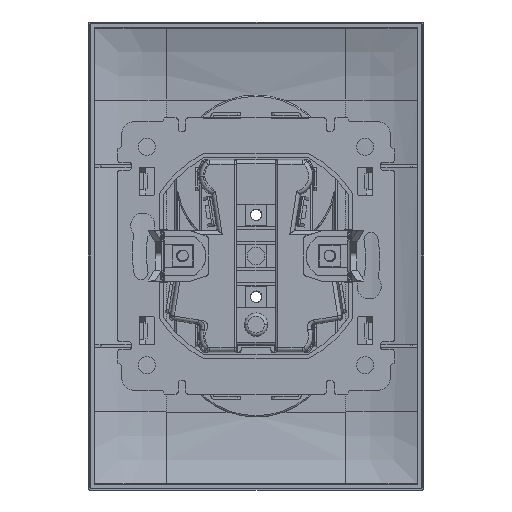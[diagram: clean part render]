
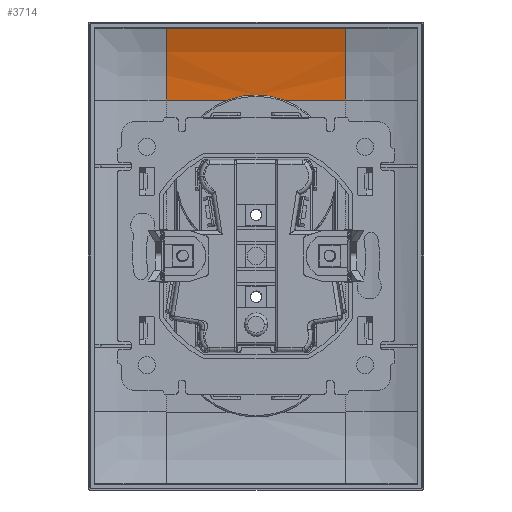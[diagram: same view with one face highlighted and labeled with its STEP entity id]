
A CAD part, front view. The second image highlights one B-rep face of the part: STEP entity #3714.
In plain terms, the highlighted cylindrical face has radius 50.5 mm (diameter 101 mm), a partial arc.
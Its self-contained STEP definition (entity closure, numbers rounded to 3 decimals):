
#3491 = CARTESIAN_POINT ( 'NONE',  ( 101.068, 7.687, 41.255 ) ) ;
#3714 = ADVANCED_FACE ( 'NONE', ( #39220 ), #55011, .F. ) ;
#5200 = CARTESIAN_POINT ( 'NONE',  ( 97.439, 7.687, 41.121 ) ) ;
#5660 = CARTESIAN_POINT ( 'NONE',  ( 104.846, 7.696, 40.742 ) ) ;
#6122 = CARTESIAN_POINT ( 'NONE',  ( 102.437, 7.691, 41.144 ) ) ;
#7075 = CARTESIAN_POINT ( 'NONE',  ( 92.333, 4.233, 58.389 ) ) ;
#7252 = ORIENTED_EDGE ( 'NONE', *, *, #53418, .T. ) ;
#7492 = CARTESIAN_POINT ( 'NONE',  ( 96.359, 7.691, 40.957 ) ) ;
#7761 = EDGE_CURVE ( 'NONE', #91530, #49449, #28058, .T. ) ;
#7993 = CARTESIAN_POINT ( 'NONE',  ( 107.667, 4.233, 58.389 ) ) ;
#8411 = CARTESIAN_POINT ( 'NONE',  ( 96.369, 7.691, 40.958 ) ) ;
#9382 = CARTESIAN_POINT ( 'NONE',  ( 123., 7.407, 46.274 ) ) ;
#10502 = CARTESIAN_POINT ( 'NONE',  ( 100.005, 7.684, 41.278 ) ) ;
#14042 = CARTESIAN_POINT ( 'NONE',  ( 96.555, 7.69, 40.991 ) ) ;
#14683 = EDGE_CURVE ( 'NONE', #46861, #61348, #85964, .T. ) ;
#15787 = CARTESIAN_POINT ( 'NONE',  ( 77., 6.515, 52.547 ) ) ;
#15903 = CARTESIAN_POINT ( 'NONE',  ( 123., 4.233, 58.389 ) ) ;
#16178 = DIRECTION ( 'NONE',  ( 1., 0., 0. ) ) ;
#19215 = CARTESIAN_POINT ( 'NONE',  ( 107.175, 7.7, 40. ) ) ;
#20570 = CARTESIAN_POINT ( 'NONE',  ( 100.001, 7.684, 41.278 ) ) ;
#21037 = CARTESIAN_POINT ( 'NONE',  ( 100.267, 7.685, 41.277 ) ) ;
#21494 = CARTESIAN_POINT ( 'NONE',  ( 92.825, 7.7, 40. ) ) ;
#22264 = B_SPLINE_CURVE_WITH_KNOTS ( 'NONE', 3,
 ( #51803, #23825, #9382, #80264, #37836, #66249 ),
 .UNSPECIFIED., .F., .F.,
 ( 4, 2, 4 ),
 ( 0., 0.5, 1. ),
 .UNSPECIFIED. ) ;
#23202 = EDGE_LOOP ( 'NONE', ( #27505, #7252, #35892, #28770, #80671, #48194 ) ) ;
#23374 = CARTESIAN_POINT ( 'NONE',  ( 77., 4.233, 58.389 ) ) ;
#23825 = CARTESIAN_POINT ( 'NONE',  ( 123., 7.7, 43.137 ) ) ;
#24954 = CARTESIAN_POINT ( 'NONE',  ( 98.018, 7.686, 41.187 ) ) ;
#26117 = CARTESIAN_POINT ( 'NONE',  ( 36., -42.8, 40. ) ) ;
#27505 = ORIENTED_EDGE ( 'NONE', *, *, #7761, .T. ) ;
#28058 = LINE ( 'NONE', #19215, #91535 ) ;
#28770 = ORIENTED_EDGE ( 'NONE', *, *, #14683, .F. ) ;
#31935 = CARTESIAN_POINT ( 'NONE',  ( 98.364, 7.685, 41.216 ) ) ;
#33651 = CARTESIAN_POINT ( 'NONE',  ( 97.235, 7.688, 41.095 ) ) ;
#34119 = CARTESIAN_POINT ( 'NONE',  ( 103.043, 7.692, 41.063 ) ) ;
#35892 = ORIENTED_EDGE ( 'NONE', *, *, #72963, .F. ) ;
#36312 = CARTESIAN_POINT ( 'NONE',  ( 77., 4.233, 58.389 ) ) ;
#37836 = CARTESIAN_POINT ( 'NONE',  ( 123., 5.375, 55.468 ) ) ;
#39180 = CARTESIAN_POINT ( 'NONE',  ( 77., 7.7, 40. ) ) ;
#39220 = FACE_OUTER_BOUND ( 'NONE', #23202, .T. ) ;
#39421 = CARTESIAN_POINT ( 'NONE',  ( 106.029, 7.698, 40.422 ) ) ;
#41225 = VERTEX_POINT ( 'NONE', #57488 ) ;
#41573 = CARTESIAN_POINT ( 'NONE',  ( 100.01, 7.684, 41.278 ) ) ;
#42483 = CARTESIAN_POINT ( 'NONE',  ( 96.752, 7.69, 41.023 ) ) ;
#42939 = CARTESIAN_POINT ( 'NONE',  ( 95.048, 7.695, 40.723 ) ) ;
#42974 = VECTOR ( 'NONE', #16178, 1000. ) ;
#45422 = CARTESIAN_POINT ( 'NONE',  ( 92.825, 7.7, 40. ) ) ;
#46061 = CARTESIAN_POINT ( 'NONE',  ( 107.175, 7.7, 40. ) ) ;
#46861 = VERTEX_POINT ( 'NONE', #39180 ) ;
#47127 = B_SPLINE_CURVE_WITH_KNOTS ( 'NONE', 3,
 ( #84934, #39421, #5660, #34119, #6122, #84487, #3491, #62557, #21037, #63471, #63026, #74390, #67836, #41573, #10502, #20570, #49009, #67387, #31935, #24954, #5200, #33651, #86301, #42483, #14042, #49918, #57374, #86764, #8411, #7492, #42939, #79767, #21494 ),
 .UNSPECIFIED., .F., .F.,
 ( 4, 2, 2, 1, 1, 1, 1, 1, 1, 1, 2, 2, 2, 2, 2, 1, 1, 1, 1, 2, 2, 4 ),
 ( 0., 0.25, 0.375, 0.438, 0.469, 0.484, 0.492, 0.496, 0.498, 0.499, 0.5, 0.5, 0.625, 0.688, 0.719, 0.734, 0.742, 0.746, 0.748, 0.749, 0.75, 1. ),
 .UNSPECIFIED. ) ;
#47562 = DIRECTION ( 'NONE',  ( 1., 0., 0. ) ) ;
#48138 = DIRECTION ( 'NONE',  ( 1., 0., 0. ) ) ;
#48194 = ORIENTED_EDGE ( 'NONE', *, *, #64936, .F. ) ;
#49009 = CARTESIAN_POINT ( 'NONE',  ( 99.723, 7.683, 41.278 ) ) ;
#49449 = VERTEX_POINT ( 'NONE', #91810 ) ;
#49918 = CARTESIAN_POINT ( 'NONE',  ( 96.455, 7.691, 40.974 ) ) ;
#51803 = CARTESIAN_POINT ( 'NONE',  ( 123., 7.7, 40. ) ) ;
#53153 = AXIS2_PLACEMENT_3D ( 'NONE', #26117, #47562, #60192 ) ;
#53418 = EDGE_CURVE ( 'NONE', #49449, #41225, #22264, .T. ) ;
#55011 = CYLINDRICAL_SURFACE ( 'NONE', #53153, 50.5 ) ;
#57374 = CARTESIAN_POINT ( 'NONE',  ( 96.405, 7.691, 40.965 ) ) ;
#57488 = CARTESIAN_POINT ( 'NONE',  ( 123., 4.233, 58.389 ) ) ;
#58699 = CARTESIAN_POINT ( 'NONE',  ( 77., 7.7, 40. ) ) ;
#60192 = DIRECTION ( 'NONE',  ( 0., 0., -1. ) ) ;
#61348 = VERTEX_POINT ( 'NONE', #36312 ) ;
#62557 = CARTESIAN_POINT ( 'NONE',  ( 100.534, 7.685, 41.272 ) ) ;
#63026 = CARTESIAN_POINT ( 'NONE',  ( 100.067, 7.684, 41.278 ) ) ;
#63471 = CARTESIAN_POINT ( 'NONE',  ( 100.134, 7.684, 41.278 ) ) ;
#64936 = EDGE_CURVE ( 'NONE', #91530, #79401, #47127, .T. ) ;
#65632 = CARTESIAN_POINT ( 'NONE',  ( 77., 7.7, 40. ) ) ;
#66249 = CARTESIAN_POINT ( 'NONE',  ( 123., 4.233, 58.389 ) ) ;
#67387 = CARTESIAN_POINT ( 'NONE',  ( 99.278, 7.683, 41.275 ) ) ;
#67836 = CARTESIAN_POINT ( 'NONE',  ( 100.017, 7.684, 41.278 ) ) ;
#70258 = B_SPLINE_CURVE_WITH_KNOTS ( 'NONE', 3,
 ( #23374, #7075, #7993, #15903 ),
 .UNSPECIFIED., .F., .F.,
 ( 4, 4 ),
 ( 0., 1. ),
 .UNSPECIFIED. ) ;
#72963 = EDGE_CURVE ( 'NONE', #61348, #41225, #70258, .T. ) ;
#74390 = CARTESIAN_POINT ( 'NONE',  ( 100.033, 7.684, 41.278 ) ) ;
#79401 = VERTEX_POINT ( 'NONE', #45422 ) ;
#79767 = CARTESIAN_POINT ( 'NONE',  ( 93.87, 7.699, 40.385 ) ) ;
#80264 = CARTESIAN_POINT ( 'NONE',  ( 123., 6.244, 52.439 ) ) ;
#80671 = ORIENTED_EDGE ( 'NONE', *, *, #81619, .T. ) ;
#81619 = EDGE_CURVE ( 'NONE', #46861, #79401, #86620, .T. ) ;
#84487 = CARTESIAN_POINT ( 'NONE',  ( 101.525, 7.688, 41.224 ) ) ;
#84934 = CARTESIAN_POINT ( 'NONE',  ( 107.175, 7.7, 40. ) ) ;
#85964 = B_SPLINE_CURVE_WITH_KNOTS ( 'NONE', 3,
 ( #58699, #87609, #15787, #86234 ),
 .UNSPECIFIED., .F., .F.,
 ( 4, 4 ),
 ( 0., 1. ),
 .UNSPECIFIED. ) ;
#86234 = CARTESIAN_POINT ( 'NONE',  ( 77., 4.233, 58.389 ) ) ;
#86301 = CARTESIAN_POINT ( 'NONE',  ( 96.916, 7.689, 41.048 ) ) ;
#86620 = LINE ( 'NONE', #65632, #42974 ) ;
#86764 = CARTESIAN_POINT ( 'NONE',  ( 96.383, 7.691, 40.961 ) ) ;
#87609 = CARTESIAN_POINT ( 'NONE',  ( 77., 7.7, 46.271 ) ) ;
#91530 = VERTEX_POINT ( 'NONE', #46061 ) ;
#91535 = VECTOR ( 'NONE', #48138, 1000. ) ;
#91810 = CARTESIAN_POINT ( 'NONE',  ( 123., 7.7, 40. ) ) ;
